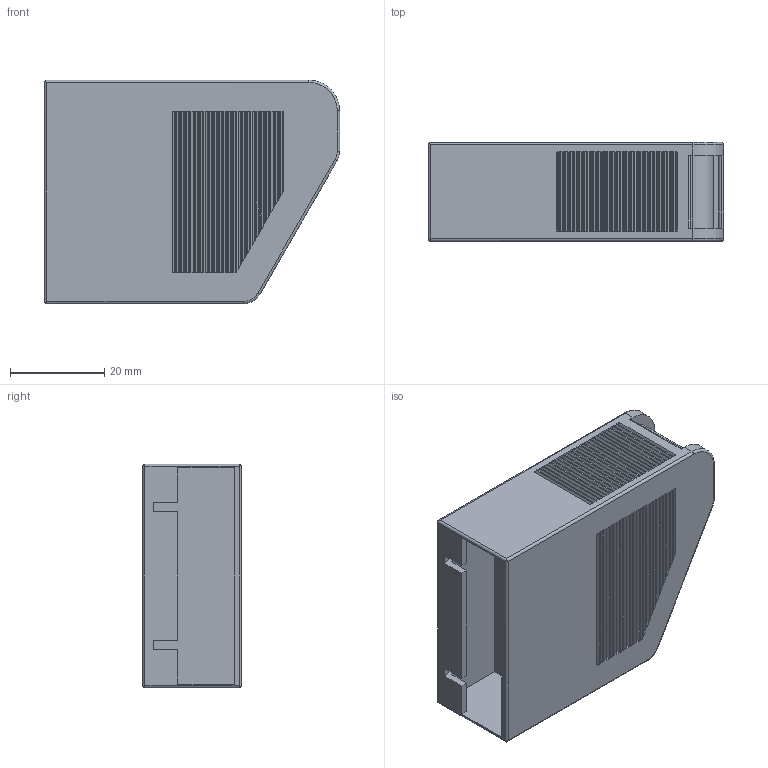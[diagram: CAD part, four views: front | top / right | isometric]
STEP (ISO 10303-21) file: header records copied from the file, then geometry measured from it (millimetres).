
FILE_DESCRIPTION(('SolidDesigner STEP Export'),'2;1');
FILE_NAME('kgs_pc4-6.stp','2005-11-14T 8:03:00',(''),(''),'OneSpace Designer STEP processor for AP214 (Solid Model)','OneSpace Designer 13.01 05-Feb-2005 (C) CoCreate Software GmbH','');
FILE_SCHEMA(('AUTOMOTIVE_DESIGN { 1 0 10303 214 1 1 1 1 }'));
Length unit declared in the file: millimetre
Products named in the file (2): kgs_pc4-6
Assembly tree (1 placements, depth 2):
  kgs_pc4-6
    kgs_pc4-6
Bounding box: 62.7 x 21 x 47.52 mm (x, y, z)
Volume: 42046.5 mm3; surface area: 14505.9 mm2
Topology: 1 solids, 1 shells, 523 faces, 1226 edges, 805 vertices
Faces by surface type: plane 428, cylinder 81, torus 14
Entity records: 17847 total; most frequent: ORIENTED_EDGE 2452, CARTESIAN_POINT 2324, DIRECTION 2006, EDGE_CURVE 1226, VECTOR 1032, LINE 1032, VERTEX_POINT 805, EDGE_LOOP 623
